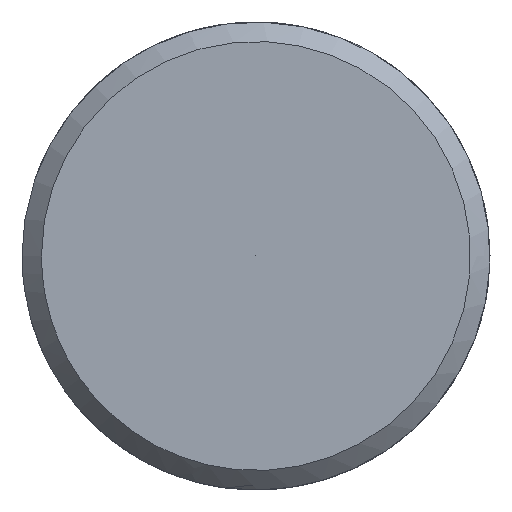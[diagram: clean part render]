
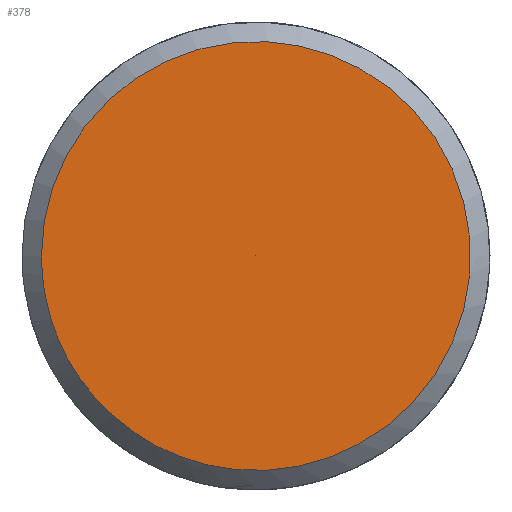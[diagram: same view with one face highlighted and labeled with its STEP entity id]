
A CAD part, left-side view. The second image highlights one B-rep face of the part: STEP entity #378.
In plain terms, the highlighted free-form (B-spline) face has degree [5, 1] with [6, 2] control points.
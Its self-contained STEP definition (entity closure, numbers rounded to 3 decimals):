
#306 = CARTESIAN_POINT ('', (-101., 2.75, 0.));
#307 = VERTEX_POINT ('', #306);
#315 = CARTESIAN_POINT ('', (-101., 2.75, 0.));
#316 = CARTESIAN_POINT ('', (-101., 2.75, 11.));
#317 = CARTESIAN_POINT ('', (-101., -8.25, 5.5));
#318 = CARTESIAN_POINT ('', (-101., -8.25, -5.5));
#319 = CARTESIAN_POINT ('', (-101., 2.75, -11.));
#320 = CARTESIAN_POINT ('', (-101., 2.75, 0.));
#321 = (
   BOUNDED_CURVE ()
   B_SPLINE_CURVE (5, (#315, #316, #317, #318, #319, #320), .UNSPECIFIED., .T., .U.)
   B_SPLINE_CURVE_WITH_KNOTS ((6, 6), (0., 1.), .UNSPECIFIED.)
   CURVE ()
   GEOMETRIC_REPRESENTATION_ITEM ()
   RATIONAL_B_SPLINE_CURVE ((5., 1., 1., 1., 1., 5.))
   REPRESENTATION_ITEM ('')
);
#322 = EDGE_CURVE ('', #307, #307, #321, .T.);
#354 = CARTESIAN_POINT ('', (-101., 0., 0.));
#355 = VERTEX_POINT ('', #354);
#356 = CARTESIAN_POINT ('', (-101., 0., 0.));
#357 = CARTESIAN_POINT ('', (-101., 2.75, 0.));
#358 = B_SPLINE_CURVE_WITH_KNOTS ('', 1, (#356, #357), .UNSPECIFIED., .F., .U., (2, 2), (0., 1.), .UNSPECIFIED.);
#359 = EDGE_CURVE ('', #355, #307, #358, .T.);
#360 = ORIENTED_EDGE ('', *, *, #359, .F.);
#361 = ORIENTED_EDGE ('', *, *, #359, .T.);
#362 = ORIENTED_EDGE ('', *, *, #322, .F.);
#363 = EDGE_LOOP ('', (#360, #361, #362));
#364 = FACE_OUTER_BOUND ('', #363, .T.);
#365 = CARTESIAN_POINT ('', (-101., 0., 0.));
#366 = CARTESIAN_POINT ('', (-101., 2.75, 0.));
#367 = CARTESIAN_POINT ('', (-101., 0., 0.));
#368 = CARTESIAN_POINT ('', (-101., 2.75, 11.));
#369 = CARTESIAN_POINT ('', (-101., 0., 0.));
#370 = CARTESIAN_POINT ('', (-101., -8.25, 5.5));
#371 = CARTESIAN_POINT ('', (-101., 0., 0.));
#372 = CARTESIAN_POINT ('', (-101., -8.25, -5.5));
#373 = CARTESIAN_POINT ('', (-101., 0., 0.));
#374 = CARTESIAN_POINT ('', (-101., 2.75, -11.));
#375 = CARTESIAN_POINT ('', (-101., 0., 0.));
#376 = CARTESIAN_POINT ('', (-101., 2.75, 0.));
#377 = (
   BOUNDED_SURFACE ()
   B_SPLINE_SURFACE (5, 1, ((#365, #366), (#367, #368), (#369, #370), (#371, #372), (#373, #374), (#375, #376)), .UNSPECIFIED., .T., .F., .U.)
   B_SPLINE_SURFACE_WITH_KNOTS ((6, 6), (2, 2), (0., 1.), (0., 1.), .UNSPECIFIED.)
   SURFACE ()
   GEOMETRIC_REPRESENTATION_ITEM ()
   RATIONAL_B_SPLINE_SURFACE (((5., 5.), (1., 1.), (1., 1.), (1., 1.), (1., 1.), (5., 5.)))
   REPRESENTATION_ITEM ('')
);
#378 = ADVANCED_FACE ('', (#364), #377, .T.);
